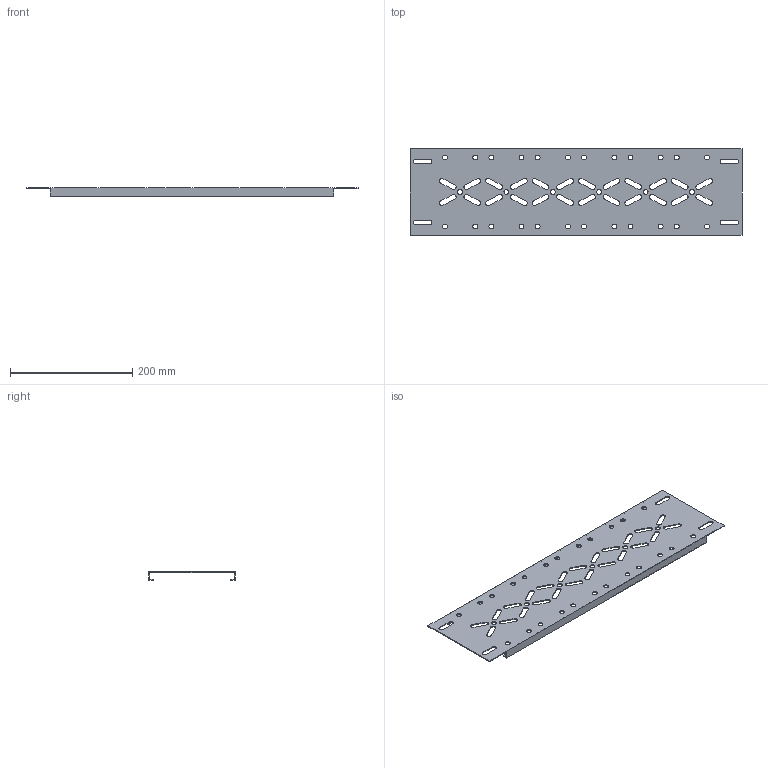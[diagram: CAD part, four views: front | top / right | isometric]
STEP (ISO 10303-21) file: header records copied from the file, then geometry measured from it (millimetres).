
FILE_DESCRIPTION (( 'STEP AP214' ), '1' );
FILE_NAME ('Panel YKM40-PN-1664.STEP', '2017-03-09T12:26:58', ( '' ), ( '' ), 'SwSTEP 2.0', 'SolidWorks 2014', '' );
FILE_SCHEMA (( 'AUTOMOTIVE_DESIGN' ));
Length unit declared in the file: millimetre
Products named in the file (1): Panel  YKM40-PN-1664
Bounding box: 544 x 142 x 14 mm (x, y, z)
Volume: 130554.9 mm3; surface area: 180279.8 mm2
Topology: 1 solids, 1 shells, 218 faces, 648 edges, 432 vertices
Faces by surface type: cylinder 144, plane 74
Entity records: 7706 total; most frequent: DIRECTION 1374, CARTESIAN_POINT 1299, ORIENTED_EDGE 1296, EDGE_CURVE 648, AXIS2_PLACEMENT_3D 507, VERTEX_POINT 432, LINE 360, VECTOR 360
